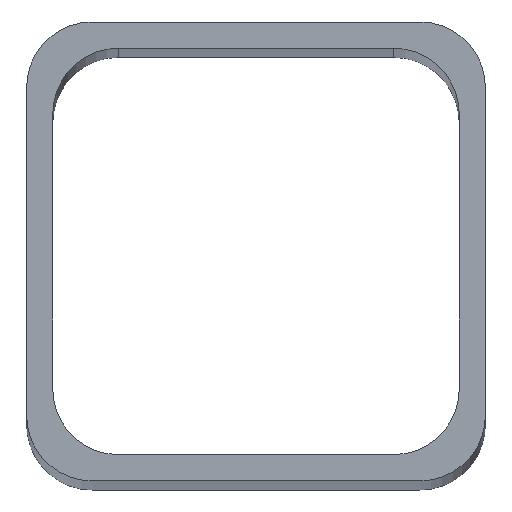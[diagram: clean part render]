
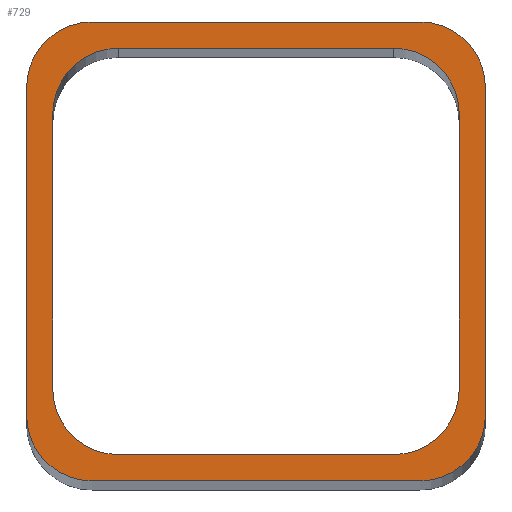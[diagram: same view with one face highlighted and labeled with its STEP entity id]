
A CAD part, top view. The second image highlights one B-rep face of the part: STEP entity #729.
In plain terms, the highlighted planar face has unit normal (0, 0, 1).
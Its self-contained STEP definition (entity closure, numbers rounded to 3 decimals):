
#3 = CIRCLE ( 'NONE', #103, 5. ) ;
#8 = DIRECTION ( 'NONE',  ( 1., 0., 0. ) ) ;
#12 = DIRECTION ( 'NONE',  ( 1., 0., 0. ) ) ;
#13 = CARTESIAN_POINT ( 'NONE',  ( -33., 28., 400. ) ) ;
#17 = LINE ( 'NONE', #459, #379 ) ;
#20 = CARTESIAN_POINT ( 'NONE',  ( -33., 7., 400. ) ) ;
#26 = EDGE_CURVE ( 'NONE', #118, #793, #584, .T. ) ;
#36 = VERTEX_POINT ( 'NONE', #205 ) ;
#47 = EDGE_CURVE ( 'NONE', #909, #480, #115, .T. ) ;
#64 = LINE ( 'NONE', #882, #109 ) ;
#83 = CARTESIAN_POINT ( 'NONE',  ( -30., 5., 400. ) ) ;
#87 = LINE ( 'NONE', #20, #770 ) ;
#89 = VERTEX_POINT ( 'NONE', #340 ) ;
#94 = VERTEX_POINT ( 'NONE', #568 ) ;
#95 = DIRECTION ( 'NONE',  ( 1., 0., 0. ) ) ;
#102 = CARTESIAN_POINT ( 'NONE',  ( -35., 5., 400. ) ) ;
#103 = AXIS2_PLACEMENT_3D ( 'NONE', #785, #428, #654 ) ;
#109 = VECTOR ( 'NONE', #792, 1000. ) ;
#111 = CARTESIAN_POINT ( 'NONE',  ( -5., 5., 400. ) ) ;
#115 = CIRCLE ( 'NONE', #911, 5. ) ;
#118 = VERTEX_POINT ( 'NONE', #855 ) ;
#123 = VECTOR ( 'NONE', #327, 1000. ) ;
#124 = CARTESIAN_POINT ( 'NONE',  ( 0., 5., 400. ) ) ;
#131 = FACE_BOUND ( 'NONE', #700, .T. ) ;
#136 = LINE ( 'NONE', #124, #850 ) ;
#144 = DIRECTION ( 'NONE',  ( 0., 0., 1. ) ) ;
#147 = EDGE_CURVE ( 'NONE', #312, #89, #787, .T. ) ;
#150 = CARTESIAN_POINT ( 'NONE',  ( -5., 30., 400. ) ) ;
#151 = CIRCLE ( 'NONE', #455, 5. ) ;
#156 = DIRECTION ( 'NONE',  ( -1., 0., 0. ) ) ;
#159 = DIRECTION ( 'NONE',  ( 0., 0., 1. ) ) ;
#163 = EDGE_CURVE ( 'NONE', #94, #377, #151, .T. ) ;
#167 = EDGE_CURVE ( 'NONE', #555, #854, #823, .T. ) ;
#182 = VERTEX_POINT ( 'NONE', #393 ) ;
#187 = EDGE_CURVE ( 'NONE', #793, #467, #406, .T. ) ;
#205 = CARTESIAN_POINT ( 'NONE',  ( -2., 7., 400. ) ) ;
#220 = EDGE_CURVE ( 'NONE', #854, #405, #87, .T. ) ;
#233 = ORIENTED_EDGE ( 'NONE', *, *, #163, .T. ) ;
#257 = AXIS2_PLACEMENT_3D ( 'NONE', #580, #144, #8 ) ;
#258 = DIRECTION ( 'NONE',  ( 0., 1., 0. ) ) ;
#260 = EDGE_CURVE ( 'NONE', #377, #909, #458, .T. ) ;
#279 = DIRECTION ( 'NONE',  ( 0., 1., 0. ) ) ;
#305 = VECTOR ( 'NONE', #732, 1000. ) ;
#312 = VERTEX_POINT ( 'NONE', #411 ) ;
#322 = DIRECTION ( 'NONE',  ( 0., 0., 1. ) ) ;
#326 = AXIS2_PLACEMENT_3D ( 'NONE', #691, #322, #616 ) ;
#327 = DIRECTION ( 'NONE',  ( 0., -1., 0. ) ) ;
#340 = CARTESIAN_POINT ( 'NONE',  ( -7., 33., 400. ) ) ;
#342 = LINE ( 'NONE', #476, #625 ) ;
#343 = ORIENTED_EDGE ( 'NONE', *, *, #777, .F. ) ;
#346 = DIRECTION ( 'NONE',  ( 1., 0., 0. ) ) ;
#352 = EDGE_CURVE ( 'NONE', #36, #312, #342, .T. ) ;
#360 = AXIS2_PLACEMENT_3D ( 'NONE', #736, #368, #12 ) ;
#368 = DIRECTION ( 'NONE',  ( 0., 0., 1. ) ) ;
#372 = DIRECTION ( 'NONE',  ( 1., 0., 0. ) ) ;
#377 = VERTEX_POINT ( 'NONE', #840 ) ;
#379 = VECTOR ( 'NONE', #95, 1000. ) ;
#382 = CIRCLE ( 'NONE', #688, 5. ) ;
#393 = CARTESIAN_POINT ( 'NONE',  ( -28., 2., 400. ) ) ;
#401 = ORIENTED_EDGE ( 'NONE', *, *, #670, .F. ) ;
#403 = CARTESIAN_POINT ( 'NONE',  ( -5., 35., 400. ) ) ;
#405 = VERTEX_POINT ( 'NONE', #407 ) ;
#406 = CIRCLE ( 'NONE', #360, 5. ) ;
#407 = CARTESIAN_POINT ( 'NONE',  ( -33., 7., 400. ) ) ;
#411 = CARTESIAN_POINT ( 'NONE',  ( -2., 28., 400. ) ) ;
#416 = FACE_OUTER_BOUND ( 'NONE', #577, .T. ) ;
#428 = DIRECTION ( 'NONE',  ( 0., 0., 1. ) ) ;
#429 = EDGE_CURVE ( 'NONE', #89, #555, #64, .T. ) ;
#445 = DIRECTION ( 'NONE',  ( 0., -1., 0. ) ) ;
#446 = CARTESIAN_POINT ( 'NONE',  ( -30., 35., 400. ) ) ;
#455 = AXIS2_PLACEMENT_3D ( 'NONE', #83, #664, #672 ) ;
#458 = LINE ( 'NONE', #750, #305 ) ;
#459 = CARTESIAN_POINT ( 'NONE',  ( -28., 2., 400. ) ) ;
#467 = VERTEX_POINT ( 'NONE', #518 ) ;
#473 = DIRECTION ( 'NONE',  ( -1., 0., 0. ) ) ;
#476 = CARTESIAN_POINT ( 'NONE',  ( -2., 7., 400. ) ) ;
#480 = VERTEX_POINT ( 'NONE', #666 ) ;
#494 = EDGE_CURVE ( 'NONE', #745, #118, #721, .T. ) ;
#502 = ORIENTED_EDGE ( 'NONE', *, *, #429, .F. ) ;
#508 = AXIS2_PLACEMENT_3D ( 'NONE', #150, #657, #372 ) ;
#512 = CARTESIAN_POINT ( 'NONE',  ( -28., 33., 400. ) ) ;
#518 = CARTESIAN_POINT ( 'NONE',  ( -35., 30., 400. ) ) ;
#532 = ORIENTED_EDGE ( 'NONE', *, *, #905, .T. ) ;
#555 = VERTEX_POINT ( 'NONE', #512 ) ;
#559 = ORIENTED_EDGE ( 'NONE', *, *, #668, .T. ) ;
#568 = CARTESIAN_POINT ( 'NONE',  ( -35., 5., 400. ) ) ;
#577 = EDGE_LOOP ( 'NONE', ( #716, #532, #233, #710, #778, #559, #833, #658 ) ) ;
#580 = CARTESIAN_POINT ( 'NONE',  ( -30., 30., 400. ) ) ;
#582 = ORIENTED_EDGE ( 'NONE', *, *, #352, .F. ) ;
#584 = LINE ( 'NONE', #403, #695 ) ;
#599 = CARTESIAN_POINT ( 'NONE',  ( -28., 7., 400. ) ) ;
#611 = ORIENTED_EDGE ( 'NONE', *, *, #167, .F. ) ;
#616 = DIRECTION ( 'NONE',  ( -1., 0., 0. ) ) ;
#622 = VERTEX_POINT ( 'NONE', #869 ) ;
#625 = VECTOR ( 'NONE', #258, 1000. ) ;
#654 = DIRECTION ( 'NONE',  ( 1., 0., 0. ) ) ;
#657 = DIRECTION ( 'NONE',  ( 0., 0., 1. ) ) ;
#658 = ORIENTED_EDGE ( 'NONE', *, *, #26, .T. ) ;
#664 = DIRECTION ( 'NONE',  ( 0., 0., 1. ) ) ;
#666 = CARTESIAN_POINT ( 'NONE',  ( 0., 5., 400. ) ) ;
#668 = EDGE_CURVE ( 'NONE', #480, #745, #136, .T. ) ;
#670 = EDGE_CURVE ( 'NONE', #622, #36, #3, .T. ) ;
#672 = DIRECTION ( 'NONE',  ( -1., 0., 0. ) ) ;
#688 = AXIS2_PLACEMENT_3D ( 'NONE', #599, #886, #156 ) ;
#691 = CARTESIAN_POINT ( 'NONE',  ( -7., 28., 400. ) ) ;
#695 = VECTOR ( 'NONE', #473, 1000. ) ;
#700 = EDGE_LOOP ( 'NONE', ( #741, #611, #502, #894, #582, #401, #343, #711 ) ) ;
#710 = ORIENTED_EDGE ( 'NONE', *, *, #260, .T. ) ;
#711 = ORIENTED_EDGE ( 'NONE', *, *, #798, .F. ) ;
#716 = ORIENTED_EDGE ( 'NONE', *, *, #187, .T. ) ;
#721 = CIRCLE ( 'NONE', #508, 5. ) ;
#727 = PLANE ( 'NONE',  #257 ) ;
#729 = ADVANCED_FACE ( 'NONE', ( #416, #131 ), #727, .T. ) ;
#732 = DIRECTION ( 'NONE',  ( 1., 0., 0. ) ) ;
#736 = CARTESIAN_POINT ( 'NONE',  ( -30., 30., 400. ) ) ;
#741 = ORIENTED_EDGE ( 'NONE', *, *, #220, .F. ) ;
#745 = VERTEX_POINT ( 'NONE', #851 ) ;
#746 = DIRECTION ( 'NONE',  ( -1., 0., 0. ) ) ;
#750 = CARTESIAN_POINT ( 'NONE',  ( -5., 0., 400. ) ) ;
#770 = VECTOR ( 'NONE', #445, 1000. ) ;
#777 = EDGE_CURVE ( 'NONE', #182, #622, #17, .T. ) ;
#778 = ORIENTED_EDGE ( 'NONE', *, *, #47, .T. ) ;
#784 = DIRECTION ( 'NONE',  ( 0., 0., 1. ) ) ;
#785 = CARTESIAN_POINT ( 'NONE',  ( -7., 7., 400. ) ) ;
#787 = CIRCLE ( 'NONE', #326, 5. ) ;
#792 = DIRECTION ( 'NONE',  ( -1., 0., 0. ) ) ;
#793 = VERTEX_POINT ( 'NONE', #446 ) ;
#798 = EDGE_CURVE ( 'NONE', #405, #182, #382, .T. ) ;
#814 = CARTESIAN_POINT ( 'NONE',  ( -28., 28., 400. ) ) ;
#823 = CIRCLE ( 'NONE', #926, 5. ) ;
#832 = LINE ( 'NONE', #102, #123 ) ;
#833 = ORIENTED_EDGE ( 'NONE', *, *, #494, .T. ) ;
#840 = CARTESIAN_POINT ( 'NONE',  ( -30., 0., 400. ) ) ;
#850 = VECTOR ( 'NONE', #279, 1000. ) ;
#851 = CARTESIAN_POINT ( 'NONE',  ( 0., 30., 400. ) ) ;
#854 = VERTEX_POINT ( 'NONE', #13 ) ;
#855 = CARTESIAN_POINT ( 'NONE',  ( -5., 35., 400. ) ) ;
#869 = CARTESIAN_POINT ( 'NONE',  ( -7., 2., 400. ) ) ;
#882 = CARTESIAN_POINT ( 'NONE',  ( -28., 33., 400. ) ) ;
#886 = DIRECTION ( 'NONE',  ( 0., 0., 1. ) ) ;
#894 = ORIENTED_EDGE ( 'NONE', *, *, #147, .F. ) ;
#905 = EDGE_CURVE ( 'NONE', #467, #94, #832, .T. ) ;
#909 = VERTEX_POINT ( 'NONE', #910 ) ;
#910 = CARTESIAN_POINT ( 'NONE',  ( -5., 0., 400. ) ) ;
#911 = AXIS2_PLACEMENT_3D ( 'NONE', #111, #784, #346 ) ;
#926 = AXIS2_PLACEMENT_3D ( 'NONE', #814, #159, #746 ) ;
